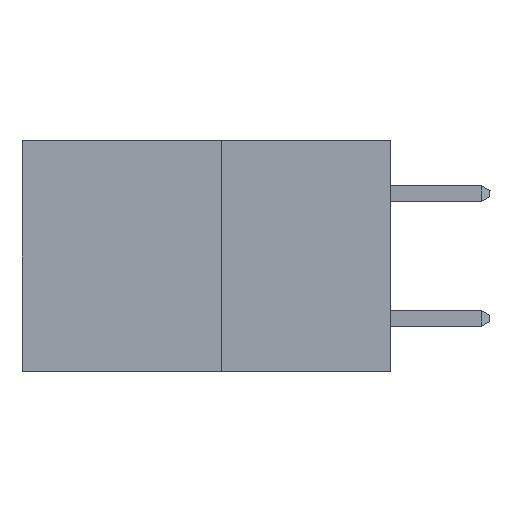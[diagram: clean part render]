
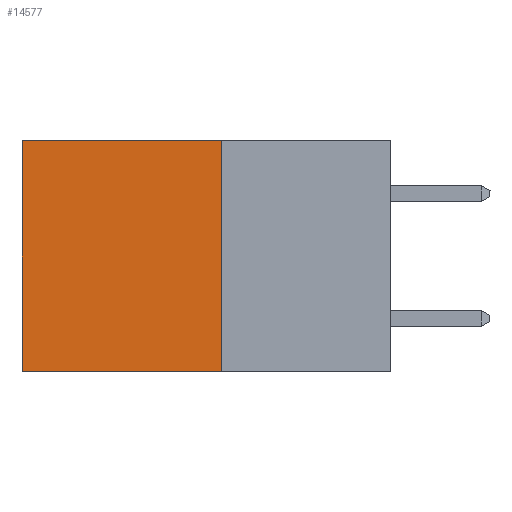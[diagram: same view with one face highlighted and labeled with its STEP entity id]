
A CAD part, left-side view. The second image highlights one B-rep face of the part: STEP entity #14577.
In plain terms, the highlighted planar face has unit normal (-1, 0, 0).
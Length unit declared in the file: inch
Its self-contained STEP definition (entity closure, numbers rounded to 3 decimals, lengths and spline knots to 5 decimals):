
#175 = ORIENTED_EDGE ( 'NONE', *, *, #11653, .T. ) ;
#442 = ORIENTED_EDGE ( 'NONE', *, *, #8188, .F. ) ;
#1079 = CARTESIAN_POINT ( 'NONE',  ( 0.277, 0.27, -0.37 ) ) ;
#1136 = VERTEX_POINT ( 'NONE', #14859 ) ;
#1536 = VECTOR ( 'NONE', #3294, 39.37008 ) ;
#2080 = ORIENTED_EDGE ( 'NONE', *, *, #15464, .F. ) ;
#2654 = DIRECTION ( 'NONE',  ( 0., 0., -1. ) ) ;
#2891 = CARTESIAN_POINT ( 'NONE',  ( 0.277, 0.27, -0.37 ) ) ;
#2929 = VECTOR ( 'NONE', #7913, 39.37008 ) ;
#3062 = AXIS2_PLACEMENT_3D ( 'NONE', #8908, #10171, #2654 ) ;
#3198 = VERTEX_POINT ( 'NONE', #1079 ) ;
#3294 = DIRECTION ( 'NONE',  ( 0., 1., 0. ) ) ;
#3320 = LINE ( 'NONE', #2891, #2929 ) ;
#3356 = CARTESIAN_POINT ( 'NONE',  ( 0.277, 0.27, 0. ) ) ;
#3517 = LINE ( 'NONE', #14911, #12708 ) ;
#4139 = VERTEX_POINT ( 'NONE', #13583 ) ;
#5273 = LINE ( 'NONE', #3356, #1536 ) ;
#5294 = ORIENTED_EDGE ( 'NONE', *, *, #7843, .T. ) ;
#6167 = CARTESIAN_POINT ( 'NONE',  ( 0.277, 0.59, -0.37 ) ) ;
#6281 = CARTESIAN_POINT ( 'NONE',  ( 0.277, 0.59, -0.37 ) ) ;
#6512 = VECTOR ( 'NONE', #12432, 39.37008 ) ;
#6659 = FACE_OUTER_BOUND ( 'NONE', #9760, .T. ) ;
#6913 = LINE ( 'NONE', #6167, #6512 ) ;
#7573 = PLANE ( 'NONE',  #3062 ) ;
#7843 = EDGE_CURVE ( 'NONE', #4139, #1136, #5273, .T. ) ;
#7913 = DIRECTION ( 'NONE',  ( 0., 1., 0. ) ) ;
#8188 = EDGE_CURVE ( 'NONE', #4139, #3198, #3517, .T. ) ;
#8908 = CARTESIAN_POINT ( 'NONE',  ( 0.277, 0.27, -0.37 ) ) ;
#9461 = VERTEX_POINT ( 'NONE', #6281 ) ;
#9760 = EDGE_LOOP ( 'NONE', ( #175, #2080, #442, #5294 ) ) ;
#10171 = DIRECTION ( 'NONE',  ( 1., 0., 0. ) ) ;
#11653 = EDGE_CURVE ( 'NONE', #1136, #9461, #6913, .T. ) ;
#12432 = DIRECTION ( 'NONE',  ( 0., 0., -1. ) ) ;
#12708 = VECTOR ( 'NONE', #14932, 39.37008 ) ;
#13583 = CARTESIAN_POINT ( 'NONE',  ( 0.277, 0.27, 0. ) ) ;
#14577 = ADVANCED_FACE ( 'NONE', ( #6659 ), #7573, .F. ) ;
#14859 = CARTESIAN_POINT ( 'NONE',  ( 0.277, 0.59, 0. ) ) ;
#14911 = CARTESIAN_POINT ( 'NONE',  ( 0.277, 0.27, -0.37 ) ) ;
#14932 = DIRECTION ( 'NONE',  ( 0., 0., -1. ) ) ;
#15464 = EDGE_CURVE ( 'NONE', #3198, #9461, #3320, .T. ) ;
